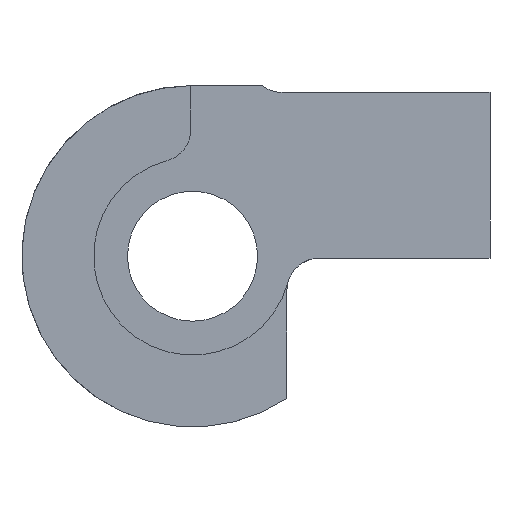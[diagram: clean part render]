
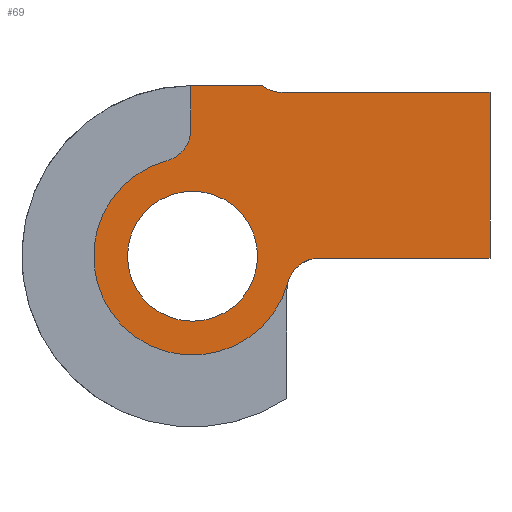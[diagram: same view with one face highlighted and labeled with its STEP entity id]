
A CAD part, front view. The second image highlights one B-rep face of the part: STEP entity #69.
In plain terms, the highlighted planar face has unit normal (0, -1, 0).
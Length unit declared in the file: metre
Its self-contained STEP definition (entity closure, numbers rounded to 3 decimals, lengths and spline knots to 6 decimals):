
#69 = ADVANCED_FACE( '', ( #159, #160 ), #161, .T. );
#159 = FACE_OUTER_BOUND( '', #268, .T. );
#160 = FACE_BOUND( '', #269, .T. );
#161 = PLANE( '', #270 );
#268 = EDGE_LOOP( '', ( #419, #420, #421, #422, #423, #424, #425, #426, #427, #428 ) );
#269 = EDGE_LOOP( '', ( #429 ) );
#270 = AXIS2_PLACEMENT_3D( '', #430, #431, #432 );
#419 = ORIENTED_EDGE( '', *, *, #713, .F. );
#420 = ORIENTED_EDGE( '', *, *, #714, .T. );
#421 = ORIENTED_EDGE( '', *, *, #715, .T. );
#422 = ORIENTED_EDGE( '', *, *, #716, .T. );
#423 = ORIENTED_EDGE( '', *, *, #717, .T. );
#424 = ORIENTED_EDGE( '', *, *, #718, .T. );
#425 = ORIENTED_EDGE( '', *, *, #719, .T. );
#426 = ORIENTED_EDGE( '', *, *, #720, .T. );
#427 = ORIENTED_EDGE( '', *, *, #721, .F. );
#428 = ORIENTED_EDGE( '', *, *, #722, .F. );
#429 = ORIENTED_EDGE( '', *, *, #723, .F. );
#430 = CARTESIAN_POINT( '', ( 0.00975, -0.02, 0. ) );
#431 = DIRECTION( '', ( 0., -1., 0. ) );
#432 = DIRECTION( '', ( 1., 0., 0. ) );
#713 = EDGE_CURVE( '', #873, #874, #875, .T. );
#714 = EDGE_CURVE( '', #873, #876, #877, .F. );
#715 = EDGE_CURVE( '', #876, #878, #879, .T. );
#716 = EDGE_CURVE( '', #878, #880, #881, .F. );
#717 = EDGE_CURVE( '', #880, #882, #883, .T. );
#718 = EDGE_CURVE( '', #882, #884, #885, .T. );
#719 = EDGE_CURVE( '', #884, #886, #887, .T. );
#720 = EDGE_CURVE( '', #886, #888, #889, .F. );
#721 = EDGE_CURVE( '', #890, #888, #891, .T. );
#722 = EDGE_CURVE( '', #874, #890, #892, .T. );
#723 = EDGE_CURVE( '', #893, #893, #894, .T. );
#873 = VERTEX_POINT( '', #1156 );
#874 = VERTEX_POINT( '', #1157 );
#875 = LINE( '', #1158, #1159 );
#876 = VERTEX_POINT( '', #1160 );
#877 = CIRCLE( '', #1161, 0.005 );
#878 = VERTEX_POINT( '', #1162 );
#879 = CIRCLE( '', #1163, 0.015207 );
#880 = VERTEX_POINT( '', #1164 );
#881 = CIRCLE( '', #1165, 0.005 );
#882 = VERTEX_POINT( '', #1166 );
#883 = LINE( '', #1167, #1168 );
#884 = VERTEX_POINT( '', #1169 );
#885 = LINE( '', #1170, #1171 );
#886 = VERTEX_POINT( '', #1172 );
#887 = LINE( '', #1173, #1174 );
#888 = VERTEX_POINT( '', #1175 );
#889 = CIRCLE( '', #1176, 0.005 );
#890 = VERTEX_POINT( '', #1177 );
#891 = LINE( '', #1178, #1179 );
#892 = CIRCLE( '', #1180, 0.02625 );
#893 = VERTEX_POINT( '', #1181 );
#894 = CIRCLE( '', #1182, 0.01 );
#1156 = CARTESIAN_POINT( '', ( -0.00025, -0.02, 0.019514 ) );
#1157 = CARTESIAN_POINT( '', ( -0.00025, -0.02, 0.026249 ) );
#1158 = CARTESIAN_POINT( '', ( -0.00025, -0.02, 0.025724 ) );
#1159 = VECTOR( '', #1361, 1. );
#1160 = CARTESIAN_POINT( '', ( -0.003951, -0.02, 0.014685 ) );
#1161 = AXIS2_PLACEMENT_3D( '', #1362, #1363, #1364 );
#1162 = CARTESIAN_POINT( '', ( 0.014675, -0.02, -0.003989 ) );
#1163 = AXIS2_PLACEMENT_3D( '', #1365, #1366, #1367 );
#1164 = CARTESIAN_POINT( '', ( 0.0195, -0.02, -0.0003 ) );
#1165 = AXIS2_PLACEMENT_3D( '', #1368, #1369, #1370 );
#1166 = CARTESIAN_POINT( '', ( 0.04575, -0.02, -0.0003 ) );
#1167 = CARTESIAN_POINT( '', ( 0.030125, -0.02, -0.0003 ) );
#1168 = VECTOR( '', #1371, 1. );
#1169 = CARTESIAN_POINT( '', ( 0.04575, -0.02, 0.0252 ) );
#1170 = CARTESIAN_POINT( '', ( 0.04575, -0.02, 0.01245 ) );
#1171 = VECTOR( '', #1372, 1. );
#1172 = CARTESIAN_POINT( '', ( 0.013766, -0.02, 0.0252 ) );
#1173 = CARTESIAN_POINT( '', ( 0.02875, -0.02, 0.0252 ) );
#1174 = VECTOR( '', #1373, 1. );
#1175 = CARTESIAN_POINT( '', ( 0.0107, -0.02, 0.02625 ) );
#1176 = AXIS2_PLACEMENT_3D( '', #1374, #1375, #1376 );
#1177 = CARTESIAN_POINT( '', ( 0., -0.02, 0.02625 ) );
#1178 = CARTESIAN_POINT( '', ( 0.00535, -0.02, 0.02625 ) );
#1179 = VECTOR( '', #1377, 1. );
#1180 = AXIS2_PLACEMENT_3D( '', #1378, #1379, #1380 );
#1181 = CARTESIAN_POINT( '', ( 0., -0.02, -0.01 ) );
#1182 = AXIS2_PLACEMENT_3D( '', #1381, #1382, #1383 );
#1361 = DIRECTION( '', ( 0., 0., 1. ) );
#1362 = CARTESIAN_POINT( '', ( -0.00525, -0.02, 0.019514 ) );
#1363 = DIRECTION( '', ( 0., -1., 0. ) );
#1364 = DIRECTION( '', ( 0., 0., -1. ) );
#1365 = CARTESIAN_POINT( '', ( 0., -0.02, 0. ) );
#1366 = DIRECTION( '', ( 0., -1., 0. ) );
#1367 = DIRECTION( '', ( 0., 0., -1. ) );
#1368 = CARTESIAN_POINT( '', ( 0.0195, -0.02, -0.0053 ) );
#1369 = DIRECTION( '', ( 0., -1., 0. ) );
#1370 = DIRECTION( '', ( 0., 0., -1. ) );
#1371 = DIRECTION( '', ( 1., 0., 0. ) );
#1372 = DIRECTION( '', ( 0., 0., 1. ) );
#1373 = DIRECTION( '', ( -1., 0., 0. ) );
#1374 = CARTESIAN_POINT( '', ( 0.013766, -0.02, 0.0302 ) );
#1375 = DIRECTION( '', ( 0., -1., 0. ) );
#1376 = DIRECTION( '', ( 0., 0., -1. ) );
#1377 = DIRECTION( '', ( 1., 0., 0. ) );
#1378 = CARTESIAN_POINT( '', ( 0., -0.02, 0. ) );
#1379 = DIRECTION( '', ( 0., 1., 0. ) );
#1380 = DIRECTION( '', ( 0., 0., -1. ) );
#1381 = CARTESIAN_POINT( '', ( 0., -0.02, 0. ) );
#1382 = DIRECTION( '', ( 0., -1., 0. ) );
#1383 = DIRECTION( '', ( 0., 0., -1. ) );
